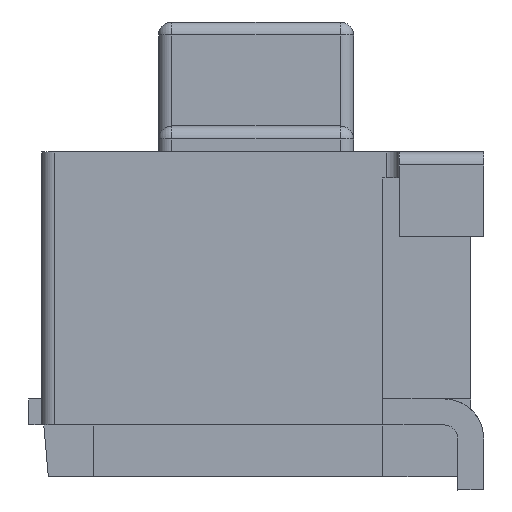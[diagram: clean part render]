
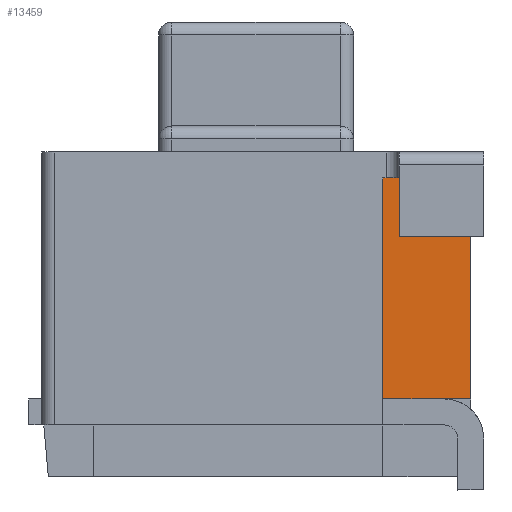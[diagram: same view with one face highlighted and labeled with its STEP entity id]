
A CAD part, left-side view. The second image highlights one B-rep face of the part: STEP entity #13459.
In plain terms, the highlighted planar face has unit normal (-1, 0, 0).
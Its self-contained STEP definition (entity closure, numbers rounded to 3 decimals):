
#410 = PLANE('',#411);
#411 = AXIS2_PLACEMENT_3D('',#412,#413,#414);
#412 = CARTESIAN_POINT('',(-2.4,-1.751,0.7));
#413 = DIRECTION('',(0.,0.,1.));
#414 = DIRECTION('',(1.,0.,0.));
#587 = PLANE('',#588);
#588 = AXIS2_PLACEMENT_3D('',#589,#590,#591);
#589 = CARTESIAN_POINT('',(-3.45,-0.975,0.5));
#590 = DIRECTION('',(0.,1.,0.));
#591 = DIRECTION('',(-1.,0.,0.));
#819 = PLANE('',#820);
#820 = AXIS2_PLACEMENT_3D('',#821,#822,#823);
#821 = CARTESIAN_POINT('',(0.,-1.65,
    1.403));
#822 = DIRECTION('',(0.,1.,0.));
#823 = DIRECTION('',(0.,0.,1.));
#886 = VERTEX_POINT('',#887);
#887 = CARTESIAN_POINT('',(-2.45,-1.65,0.7));
#934 = VERTEX_POINT('',#935);
#935 = CARTESIAN_POINT('',(-2.45,-0.975,0.7));
#956 = EDGE_CURVE('',#934,#886,#957,.T.);
#957 = SURFACE_CURVE('',#958,(#962,#969),.PCURVE_S1.);
#958 = LINE('',#959,#960);
#959 = CARTESIAN_POINT('',(-2.45,-1.65,0.7));
#960 = VECTOR('',#961,1.);
#961 = DIRECTION('',(0.,-1.,0.));
#962 = PCURVE('',#410,#963);
#963 = DEFINITIONAL_REPRESENTATION('',(#964),#968);
#964 = LINE('',#965,#966);
#965 = CARTESIAN_POINT('',(-0.05,0.101));
#966 = VECTOR('',#967,1.);
#967 = DIRECTION('',(0.,-1.));
#968 = ( GEOMETRIC_REPRESENTATION_CONTEXT(2) 
PARAMETRIC_REPRESENTATION_CONTEXT() REPRESENTATION_CONTEXT('2D SPACE',''
  ) );
#969 = PCURVE('',#970,#975);
#970 = PLANE('',#971);
#971 = AXIS2_PLACEMENT_3D('',#972,#973,#974);
#972 = CARTESIAN_POINT('',(-2.45,-0.975,0.7));
#973 = DIRECTION('',(-1.,0.,0.));
#974 = DIRECTION('',(0.,0.,-1.));
#975 = DEFINITIONAL_REPRESENTATION('',(#976),#980);
#976 = LINE('',#977,#978);
#977 = CARTESIAN_POINT('',(0.,0.675));
#978 = VECTOR('',#979,1.);
#979 = DIRECTION('',(0.,1.));
#980 = ( GEOMETRIC_REPRESENTATION_CONTEXT(2) 
PARAMETRIC_REPRESENTATION_CONTEXT() REPRESENTATION_CONTEXT('2D SPACE',''
  ) );
#1144 = VERTEX_POINT('',#1145);
#1145 = CARTESIAN_POINT('',(-2.45,-0.975,2.4));
#1159 = PLANE('',#1160);
#1160 = AXIS2_PLACEMENT_3D('',#1161,#1162,#1163);
#1161 = CARTESIAN_POINT('',(-3.9,1.65,2.4));
#1162 = DIRECTION('',(0.,0.,-1.));
#1163 = DIRECTION('',(-1.,0.,0.));
#1171 = EDGE_CURVE('',#934,#1144,#1172,.T.);
#1172 = SURFACE_CURVE('',#1173,(#1177,#1184),.PCURVE_S1.);
#1173 = LINE('',#1174,#1175);
#1174 = CARTESIAN_POINT('',(-2.45,-0.975,-4.246));
#1175 = VECTOR('',#1176,1.);
#1176 = DIRECTION('',(0.,0.,1.));
#1177 = PCURVE('',#587,#1178);
#1178 = DEFINITIONAL_REPRESENTATION('',(#1179),#1183);
#1179 = LINE('',#1180,#1181);
#1180 = CARTESIAN_POINT('',(-1.,-4.746));
#1181 = VECTOR('',#1182,1.);
#1182 = DIRECTION('',(0.,1.));
#1183 = ( GEOMETRIC_REPRESENTATION_CONTEXT(2) 
PARAMETRIC_REPRESENTATION_CONTEXT() REPRESENTATION_CONTEXT('2D SPACE',''
  ) );
#1184 = PCURVE('',#970,#1185);
#1185 = DEFINITIONAL_REPRESENTATION('',(#1186),#1190);
#1186 = LINE('',#1187,#1188);
#1187 = CARTESIAN_POINT('',(4.946,0.));
#1188 = VECTOR('',#1189,1.);
#1189 = DIRECTION('',(-1.,0.));
#1190 = ( GEOMETRIC_REPRESENTATION_CONTEXT(2) 
PARAMETRIC_REPRESENTATION_CONTEXT() REPRESENTATION_CONTEXT('2D SPACE',''
  ) );
#1863 = CYLINDRICAL_SURFACE('',#1864,0.225);
#1864 = AXIS2_PLACEMENT_3D('',#1865,#1866,#1867);
#1865 = CARTESIAN_POINT('',(-2.675,-1.2,1.949));
#1866 = DIRECTION('',(0.,0.,1.));
#1867 = DIRECTION('',(1.,0.,0.));
#2087 = EDGE_CURVE('',#2088,#1144,#2090,.T.);
#2088 = VERTEX_POINT('',#2089);
#2089 = CARTESIAN_POINT('',(-2.45,-1.2,2.4));
#2090 = SURFACE_CURVE('',#2091,(#2095,#2102),.PCURVE_S1.);
#2091 = LINE('',#2092,#2093);
#2092 = CARTESIAN_POINT('',(-2.45,-1.65,2.4));
#2093 = VECTOR('',#2094,1.);
#2094 = DIRECTION('',(0.,1.,0.));
#2095 = PCURVE('',#1159,#2096);
#2096 = DEFINITIONAL_REPRESENTATION('',(#2097),#2101);
#2097 = LINE('',#2098,#2099);
#2098 = CARTESIAN_POINT('',(-1.45,-3.3));
#2099 = VECTOR('',#2100,1.);
#2100 = DIRECTION('',(0.,1.));
#2101 = ( GEOMETRIC_REPRESENTATION_CONTEXT(2) 
PARAMETRIC_REPRESENTATION_CONTEXT() REPRESENTATION_CONTEXT('2D SPACE',''
  ) );
#2102 = PCURVE('',#970,#2103);
#2103 = DEFINITIONAL_REPRESENTATION('',(#2104),#2108);
#2104 = LINE('',#2105,#2106);
#2105 = CARTESIAN_POINT('',(-1.7,0.675));
#2106 = VECTOR('',#2107,1.);
#2107 = DIRECTION('',(0.,-1.));
#2108 = ( GEOMETRIC_REPRESENTATION_CONTEXT(2) 
PARAMETRIC_REPRESENTATION_CONTEXT() REPRESENTATION_CONTEXT('2D SPACE',''
  ) );
#3322 = PLANE('',#3323);
#3323 = AXIS2_PLACEMENT_3D('',#3324,#3325,#3326);
#3324 = CARTESIAN_POINT('',(-3.9,1.65,2.6));
#3325 = DIRECTION('',(0.,0.,-1.));
#3326 = DIRECTION('',(-1.,0.,0.));
#3929 = VERTEX_POINT('',#3930);
#3930 = CARTESIAN_POINT('',(-2.45,-1.2,2.6));
#3978 = EDGE_CURVE('',#2088,#3929,#3979,.T.);
#3979 = SURFACE_CURVE('',#3980,(#3984,#4013),.PCURVE_S1.);
#3980 = LINE('',#3981,#3982);
#3981 = CARTESIAN_POINT('',(-2.45,-1.2,1.949));
#3982 = VECTOR('',#3983,1.);
#3983 = DIRECTION('',(0.,0.,1.));
#3984 = PCURVE('',#1863,#3985);
#3985 = DEFINITIONAL_REPRESENTATION('',(#3986),#4012);
#3986 = B_SPLINE_CURVE_WITH_KNOTS('',3,(#3987,#3988,#3989,#3990,#3991,
    #3992,#3993,#3994,#3995,#3996,#3997,#3998,#3999,#4000,#4001,#4002,
    #4003,#4004,#4005,#4006,#4007,#4008,#4009,#4010,#4011),
  .UNSPECIFIED.,.F.,.F.,(4,1,1,1,1,1,1,1,1,1,1,1,1,1,1,1,1,1,1,1,1,1,4),
  (0.451,0.46,0.469,0.478,0.487,
    0.496,0.506,0.515,0.524,
    0.533,0.542,0.551,0.56,0.569
    ,0.578,0.587,0.596,0.606,
    0.615,0.624,0.633,0.642,0.651
    ),.QUASI_UNIFORM_KNOTS.);
#3987 = CARTESIAN_POINT('',(0.,0.451));
#3988 = CARTESIAN_POINT('',(0.,0.454));
#3989 = CARTESIAN_POINT('',(0.,0.46));
#3990 = CARTESIAN_POINT('',(0.,0.469));
#3991 = CARTESIAN_POINT('',(0.,0.478));
#3992 = CARTESIAN_POINT('',(0.,0.487));
#3993 = CARTESIAN_POINT('',(0.,0.496));
#3994 = CARTESIAN_POINT('',(0.,0.506));
#3995 = CARTESIAN_POINT('',(0.,0.515));
#3996 = CARTESIAN_POINT('',(0.,0.524));
#3997 = CARTESIAN_POINT('',(0.,0.533));
#3998 = CARTESIAN_POINT('',(0.,0.542));
#3999 = CARTESIAN_POINT('',(0.,0.551));
#4000 = CARTESIAN_POINT('',(0.,0.56));
#4001 = CARTESIAN_POINT('',(0.,0.569));
#4002 = CARTESIAN_POINT('',(0.,0.578));
#4003 = CARTESIAN_POINT('',(0.,0.587));
#4004 = CARTESIAN_POINT('',(0.,0.596));
#4005 = CARTESIAN_POINT('',(0.,0.606));
#4006 = CARTESIAN_POINT('',(0.,0.615));
#4007 = CARTESIAN_POINT('',(0.,0.624));
#4008 = CARTESIAN_POINT('',(0.,0.633));
#4009 = CARTESIAN_POINT('',(0.,0.642));
#4010 = CARTESIAN_POINT('',(0.,0.648));
#4011 = CARTESIAN_POINT('',(0.,0.651));
#4012 = ( GEOMETRIC_REPRESENTATION_CONTEXT(2) 
PARAMETRIC_REPRESENTATION_CONTEXT() REPRESENTATION_CONTEXT('2D SPACE',''
  ) );
#4013 = PCURVE('',#970,#4014);
#4014 = DEFINITIONAL_REPRESENTATION('',(#4015),#4019);
#4015 = LINE('',#4016,#4017);
#4016 = CARTESIAN_POINT('',(-1.249,0.225));
#4017 = VECTOR('',#4018,1.);
#4018 = DIRECTION('',(-1.,0.));
#4019 = ( GEOMETRIC_REPRESENTATION_CONTEXT(2) 
PARAMETRIC_REPRESENTATION_CONTEXT() REPRESENTATION_CONTEXT('2D SPACE',''
  ) );
#5023 = VERTEX_POINT('',#5024);
#5024 = CARTESIAN_POINT('',(-2.45,-1.65,2.6));
#5045 = EDGE_CURVE('',#5023,#3929,#5046,.T.);
#5046 = SURFACE_CURVE('',#5047,(#5051,#5058),.PCURVE_S1.);
#5047 = LINE('',#5048,#5049);
#5048 = CARTESIAN_POINT('',(-2.45,-1.2,2.6));
#5049 = VECTOR('',#5050,1.);
#5050 = DIRECTION('',(0.,1.,0.));
#5051 = PCURVE('',#3322,#5052);
#5052 = DEFINITIONAL_REPRESENTATION('',(#5053),#5057);
#5053 = LINE('',#5054,#5055);
#5054 = CARTESIAN_POINT('',(-1.45,-2.85));
#5055 = VECTOR('',#5056,1.);
#5056 = DIRECTION('',(0.,1.));
#5057 = ( GEOMETRIC_REPRESENTATION_CONTEXT(2) 
PARAMETRIC_REPRESENTATION_CONTEXT() REPRESENTATION_CONTEXT('2D SPACE',''
  ) );
#5058 = PCURVE('',#970,#5059);
#5059 = DEFINITIONAL_REPRESENTATION('',(#5060),#5064);
#5060 = LINE('',#5061,#5062);
#5061 = CARTESIAN_POINT('',(-1.9,0.225));
#5062 = VECTOR('',#5063,1.);
#5063 = DIRECTION('',(0.,-1.));
#5064 = ( GEOMETRIC_REPRESENTATION_CONTEXT(2) 
PARAMETRIC_REPRESENTATION_CONTEXT() REPRESENTATION_CONTEXT('2D SPACE',''
  ) );
#13437 = EDGE_CURVE('',#886,#5023,#13438,.T.);
#13438 = SURFACE_CURVE('',#13439,(#13443,#13450),.PCURVE_S1.);
#13439 = LINE('',#13440,#13441);
#13440 = CARTESIAN_POINT('',(-2.45,-1.65,1.949));
#13441 = VECTOR('',#13442,1.);
#13442 = DIRECTION('',(0.,0.,1.));
#13443 = PCURVE('',#819,#13444);
#13444 = DEFINITIONAL_REPRESENTATION('',(#13445),#13449);
#13445 = LINE('',#13446,#13447);
#13446 = CARTESIAN_POINT('',(0.546,-2.45));
#13447 = VECTOR('',#13448,1.);
#13448 = DIRECTION('',(1.,0.));
#13449 = ( GEOMETRIC_REPRESENTATION_CONTEXT(2) 
PARAMETRIC_REPRESENTATION_CONTEXT() REPRESENTATION_CONTEXT('2D SPACE',''
  ) );
#13450 = PCURVE('',#970,#13451);
#13451 = DEFINITIONAL_REPRESENTATION('',(#13452),#13456);
#13452 = LINE('',#13453,#13454);
#13453 = CARTESIAN_POINT('',(-1.249,0.675));
#13454 = VECTOR('',#13455,1.);
#13455 = DIRECTION('',(-1.,-0.));
#13456 = ( GEOMETRIC_REPRESENTATION_CONTEXT(2) 
PARAMETRIC_REPRESENTATION_CONTEXT() REPRESENTATION_CONTEXT('2D SPACE',''
  ) );
#13459 = ADVANCED_FACE('',(#13460),#970,.T.);
#13460 = FACE_BOUND('',#13461,.T.);
#13461 = EDGE_LOOP('',(#13462,#13463,#13464,#13465,#13466,#13467));
#13462 = ORIENTED_EDGE('',*,*,#1171,.F.);
#13463 = ORIENTED_EDGE('',*,*,#956,.T.);
#13464 = ORIENTED_EDGE('',*,*,#13437,.T.);
#13465 = ORIENTED_EDGE('',*,*,#5045,.T.);
#13466 = ORIENTED_EDGE('',*,*,#3978,.F.);
#13467 = ORIENTED_EDGE('',*,*,#2087,.T.);
